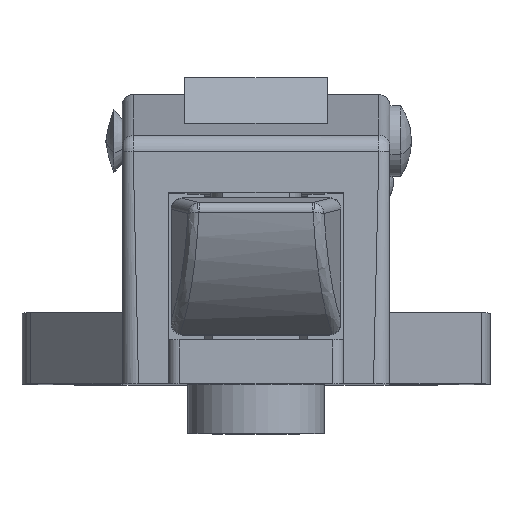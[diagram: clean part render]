
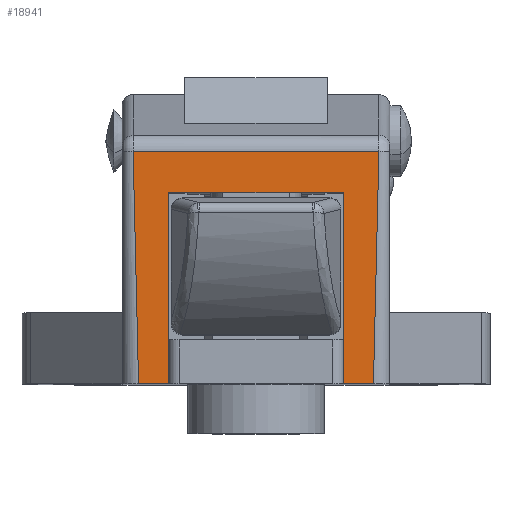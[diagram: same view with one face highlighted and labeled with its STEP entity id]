
A CAD part, top view. The second image highlights one B-rep face of the part: STEP entity #18941.
In plain terms, the highlighted planar face has unit normal (0, 0, 1).
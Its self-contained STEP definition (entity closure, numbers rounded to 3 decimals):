
#64 = CARTESIAN_POINT ( 'NONE',  ( 16., 35., 0. ) ) ;
#455 = ORIENTED_EDGE ( 'NONE', *, *, #19430, .T. ) ;
#590 = VERTEX_POINT ( 'NONE', #8247 ) ;
#687 = CARTESIAN_POINT ( 'NONE',  ( -21.5, 0., 0. ) ) ;
#796 = CARTESIAN_POINT ( 'NONE',  ( 22.5, 42.496, 0. ) ) ;
#939 = EDGE_LOOP ( 'NONE', ( #16208, #16046, #3076, #14069, #18921, #455, #16185, #1012 ) ) ;
#1012 = ORIENTED_EDGE ( 'NONE', *, *, #14463, .F. ) ;
#1123 = EDGE_CURVE ( 'NONE', #7497, #1429, #10005, .T. ) ;
#1325 = EDGE_CURVE ( 'NONE', #1350, #17093, #2117, .T. ) ;
#1350 = VERTEX_POINT ( 'NONE', #7334 ) ;
#1371 = VERTEX_POINT ( 'NONE', #10999 ) ;
#1429 = VERTEX_POINT ( 'NONE', #17811 ) ;
#1441 = CARTESIAN_POINT ( 'NONE',  ( -24.5, 42.496, 0. ) ) ;
#1793 = CARTESIAN_POINT ( 'NONE',  ( 16., 0., 0. ) ) ;
#2117 = LINE ( 'NONE', #64, #15829 ) ;
#2413 = DIRECTION ( 'NONE',  ( 0., -1., 0. ) ) ;
#2872 = CARTESIAN_POINT ( 'NONE',  ( 22.5, 28.331, 0. ) ) ;
#2917 = CARTESIAN_POINT ( 'NONE',  ( -21.5, 0., 0. ) ) ;
#3076 = ORIENTED_EDGE ( 'NONE', *, *, #17412, .T. ) ;
#3262 = VECTOR ( 'NONE', #6069, 1000. ) ;
#3450 = VERTEX_POINT ( 'NONE', #687 ) ;
#3711 = DIRECTION ( 'NONE',  ( -1., 0., 0. ) ) ;
#3896 = EDGE_CURVE ( 'NONE', #1350, #14982, #9914, .T. ) ;
#4199 = DIRECTION ( 'NONE',  ( 1., 0., 0. ) ) ;
#4478 = CARTESIAN_POINT ( 'NONE',  ( -16., 35., 0. ) ) ;
#4877 = DIRECTION ( 'NONE',  ( -1., 0., 0. ) ) ;
#4930 = CARTESIAN_POINT ( 'NONE',  ( 21.5, 14.165, 0. ) ) ;
#4975 = CARTESIAN_POINT ( 'NONE',  ( -21.5, 14.165, 0. ) ) ;
#5758 = CARTESIAN_POINT ( 'NONE',  ( -16., 35., 0. ) ) ;
#6069 = DIRECTION ( 'NONE',  ( 1., 0., 0. ) ) ;
#6271 = CARTESIAN_POINT ( 'NONE',  ( -24.5, 0., 0. ) ) ;
#6541 = LINE ( 'NONE', #4478, #13485 ) ;
#6935 = DIRECTION ( 'NONE',  ( 0., 0., -1. ) ) ;
#7029 = CARTESIAN_POINT ( 'NONE',  ( -22.5, 28.331, 0. ) ) ;
#7230 = AXIS2_PLACEMENT_3D ( 'NONE', #9017, #6935, #4877 ) ;
#7334 = CARTESIAN_POINT ( 'NONE',  ( 16., 35., 0. ) ) ;
#7497 = VERTEX_POINT ( 'NONE', #7593 ) ;
#7593 = CARTESIAN_POINT ( 'NONE',  ( 21.5, 0., 0. ) ) ;
#8147 = CARTESIAN_POINT ( 'NONE',  ( -24.5, 0., 0. ) ) ;
#8247 = CARTESIAN_POINT ( 'NONE',  ( -22.5, 42.496, 0. ) ) ;
#8349 = LINE ( 'NONE', #6271, #11333 ) ;
#9017 = CARTESIAN_POINT ( 'NONE',  ( -24.5, 13., 0. ) ) ;
#9119 = CARTESIAN_POINT ( 'NONE',  ( -22.5, 42.496, 0. ) ) ;
#9332 = FACE_OUTER_BOUND ( 'NONE', #939, .T. ) ;
#9914 = LINE ( 'NONE', #5758, #20079 ) ;
#10005 = B_SPLINE_CURVE_WITH_KNOTS ( 'NONE', 3,
 ( #13203, #4930, #2872, #796 ),
 .UNSPECIFIED., .F., .F.,
 ( 4, 4 ),
 ( 0.667, 1. ),
 .UNSPECIFIED. ) ;
#10999 = CARTESIAN_POINT ( 'NONE',  ( -16., 0., 0. ) ) ;
#11333 = VECTOR ( 'NONE', #4199, 1000. ) ;
#11381 = EDGE_CURVE ( 'NONE', #3450, #1371, #18486, .T. ) ;
#11776 = LINE ( 'NONE', #1441, #19487 ) ;
#13203 = CARTESIAN_POINT ( 'NONE',  ( 21.5, 0., 0. ) ) ;
#13485 = VECTOR ( 'NONE', #2413, 1000. ) ;
#14069 = ORIENTED_EDGE ( 'NONE', *, *, #1123, .T. ) ;
#14330 = CARTESIAN_POINT ( 'NONE',  ( -16., 35., 0. ) ) ;
#14463 = EDGE_CURVE ( 'NONE', #14982, #1371, #6541, .T. ) ;
#14982 = VERTEX_POINT ( 'NONE', #14330 ) ;
#15829 = VECTOR ( 'NONE', #18166, 1000. ) ;
#15952 = B_SPLINE_CURVE_WITH_KNOTS ( 'NONE', 3,
 ( #9119, #7029, #4975, #2917 ),
 .UNSPECIFIED., .F., .F.,
 ( 4, 4 ),
 ( 0., 0.333 ),
 .UNSPECIFIED. ) ;
#16046 = ORIENTED_EDGE ( 'NONE', *, *, #1325, .T. ) ;
#16185 = ORIENTED_EDGE ( 'NONE', *, *, #11381, .T. ) ;
#16208 = ORIENTED_EDGE ( 'NONE', *, *, #3896, .F. ) ;
#17093 = VERTEX_POINT ( 'NONE', #1793 ) ;
#17412 = EDGE_CURVE ( 'NONE', #17093, #7497, #8349, .T. ) ;
#17811 = CARTESIAN_POINT ( 'NONE',  ( 22.5, 42.496, 0. ) ) ;
#18166 = DIRECTION ( 'NONE',  ( 0., -1., 0. ) ) ;
#18486 = LINE ( 'NONE', #8147, #3262 ) ;
#18921 = ORIENTED_EDGE ( 'NONE', *, *, #19541, .T. ) ;
#18941 = ADVANCED_FACE ( 'NONE', ( #9332 ), #19339, .F. ) ;
#19339 = PLANE ( 'NONE',  #7230 ) ;
#19430 = EDGE_CURVE ( 'NONE', #590, #3450, #15952, .T. ) ;
#19487 = VECTOR ( 'NONE', #19548, 1000. ) ;
#19541 = EDGE_CURVE ( 'NONE', #1429, #590, #11776, .T. ) ;
#19548 = DIRECTION ( 'NONE',  ( -1., 0., 0. ) ) ;
#20079 = VECTOR ( 'NONE', #3711, 1000. ) ;
